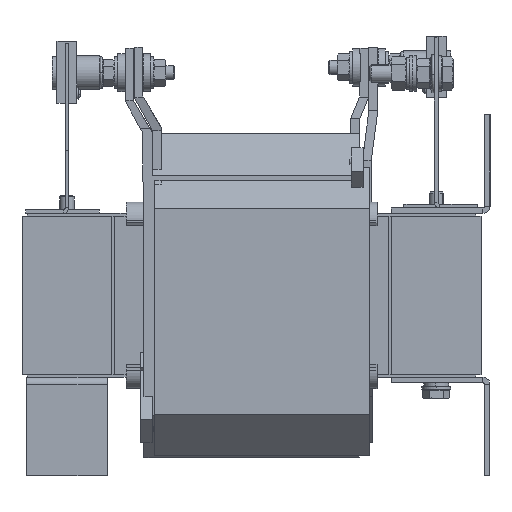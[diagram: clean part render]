
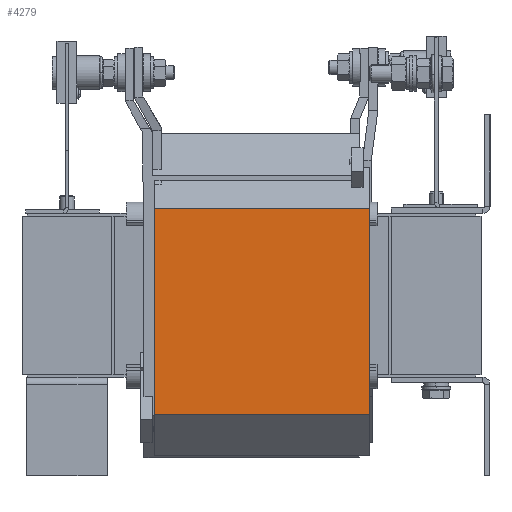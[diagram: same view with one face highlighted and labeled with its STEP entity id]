
A CAD part, left-side view. The second image highlights one B-rep face of the part: STEP entity #4279.
In plain terms, the highlighted planar face has unit normal (-1, 0, 0).
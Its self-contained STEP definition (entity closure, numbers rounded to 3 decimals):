
#207 = EDGE_CURVE ( 'NONE', #68781, #11203, #35101, .T. ) ;
#3304 = CARTESIAN_POINT ( 'NONE',  ( -227., 157.3, -66.5 ) ) ;
#4279 = ADVANCED_FACE ( 'NONE', ( #10041 ), #48606, .F. ) ;
#6395 = CARTESIAN_POINT ( 'NONE',  ( -227., 157.3, 48.5 ) ) ;
#7027 = CARTESIAN_POINT ( 'NONE',  ( -227., 37.3, -66.5 ) ) ;
#9073 = VECTOR ( 'NONE', #52462, 1000. ) ;
#10041 = FACE_OUTER_BOUND ( 'NONE', #49366, .T. ) ;
#10518 = VERTEX_POINT ( 'NONE', #54742 ) ;
#11203 = VERTEX_POINT ( 'NONE', #30115 ) ;
#13264 = EDGE_CURVE ( 'NONE', #33090, #68781, #48839, .T. ) ;
#23743 = LINE ( 'NONE', #7027, #9073 ) ;
#25561 = DIRECTION ( 'NONE',  ( 0., 0., 1. ) ) ;
#26006 = EDGE_CURVE ( 'NONE', #33090, #10518, #70347, .T. ) ;
#30115 = CARTESIAN_POINT ( 'NONE',  ( -227., 37.3, 48.5 ) ) ;
#31503 = DIRECTION ( 'NONE',  ( 1., 0., 0. ) ) ;
#31762 = VECTOR ( 'NONE', #44956, 1000. ) ;
#33090 = VERTEX_POINT ( 'NONE', #3304 ) ;
#35101 = LINE ( 'NONE', #6395, #31762 ) ;
#37616 = CARTESIAN_POINT ( 'NONE',  ( -227., 157.3, -66.5 ) ) ;
#39220 = VECTOR ( 'NONE', #53983, 1000. ) ;
#41872 = ORIENTED_EDGE ( 'NONE', *, *, #68586, .T. ) ;
#42325 = ORIENTED_EDGE ( 'NONE', *, *, #207, .F. ) ;
#43693 = ORIENTED_EDGE ( 'NONE', *, *, #13264, .F. ) ;
#44787 = CARTESIAN_POINT ( 'NONE',  ( -227., 157.3, 48.5 ) ) ;
#44956 = DIRECTION ( 'NONE',  ( 0., -1., 0. ) ) ;
#48606 = PLANE ( 'NONE',  #57698 ) ;
#48839 = LINE ( 'NONE', #70662, #66174 ) ;
#49366 = EDGE_LOOP ( 'NONE', ( #41872, #42325, #43693, #71191 ) ) ;
#52462 = DIRECTION ( 'NONE',  ( 0., 0., 1. ) ) ;
#53983 = DIRECTION ( 'NONE',  ( 0., -1., 0. ) ) ;
#54428 = CARTESIAN_POINT ( 'NONE',  ( -227., 157.3, -66.5 ) ) ;
#54742 = CARTESIAN_POINT ( 'NONE',  ( -227., 37.3, -66.5 ) ) ;
#57698 = AXIS2_PLACEMENT_3D ( 'NONE', #54428, #31503, #70418 ) ;
#66174 = VECTOR ( 'NONE', #25561, 1000. ) ;
#68586 = EDGE_CURVE ( 'NONE', #10518, #11203, #23743, .T. ) ;
#68781 = VERTEX_POINT ( 'NONE', #44787 ) ;
#70347 = LINE ( 'NONE', #37616, #39220 ) ;
#70418 = DIRECTION ( 'NONE',  ( 0., 0., -1. ) ) ;
#70662 = CARTESIAN_POINT ( 'NONE',  ( -227., 157.3, -66.5 ) ) ;
#71191 = ORIENTED_EDGE ( 'NONE', *, *, #26006, .T. ) ;
